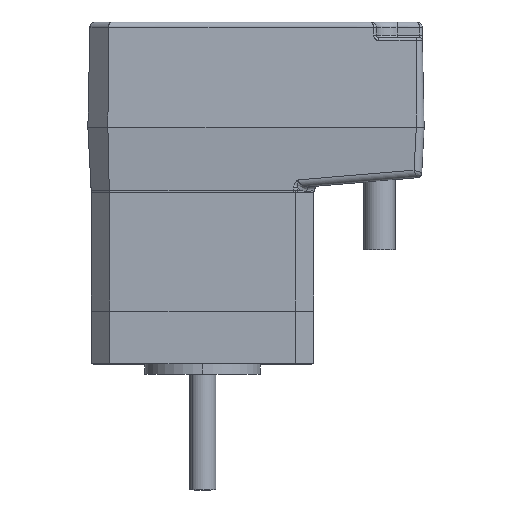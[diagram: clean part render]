
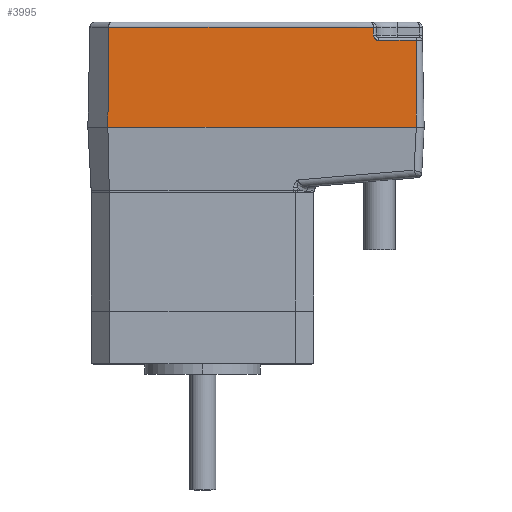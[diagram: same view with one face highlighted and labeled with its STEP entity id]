
A CAD part, top view. The second image highlights one B-rep face of the part: STEP entity #3995.
In plain terms, the highlighted planar face has unit normal (0, 0.021, 1).
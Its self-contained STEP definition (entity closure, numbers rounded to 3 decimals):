
#3991 = VERTEX_POINT ( 'NONE', #13783 ) ;
#3992 = ORIENTED_EDGE ( 'NONE', *, *, #3999, .T. ) ;
#3994 = ORIENTED_EDGE ( 'NONE', *, *, #4043, .F. ) ;
#3995 = ADVANCED_FACE ( 'NONE', ( #13788 ), #13765, .T. ) ;
#3996 = ORIENTED_EDGE ( 'NONE', *, *, #4050, .T. ) ;
#3998 = EDGE_CURVE ( 'NONE', #3991, #4008, #13800, .T. ) ;
#3999 = EDGE_CURVE ( 'NONE', #4004, #3991, #13801, .T. ) ;
#4000 = ORIENTED_EDGE ( 'NONE', *, *, #4057, .F. ) ;
#4004 = VERTEX_POINT ( 'NONE', #13807 ) ;
#4008 = VERTEX_POINT ( 'NONE', #13794 ) ;
#4017 = VERTEX_POINT ( 'NONE', #13813 ) ;
#4023 = VERTEX_POINT ( 'NONE', #13822 ) ;
#4024 = EDGE_LOOP ( 'NONE', ( #3992, #4063, #3996, #4049, #4053, #4000, #4056, #3994 ) ) ;
#4043 = EDGE_CURVE ( 'NONE', #4004, #4060, #13906, .T. ) ;
#4049 = ORIENTED_EDGE ( 'NONE', *, *, #4062, .T. ) ;
#4050 = EDGE_CURVE ( 'NONE', #4008, #4017, #13911, .T. ) ;
#4051 = EDGE_CURVE ( 'NONE', #4023, #4055, #13916, .T. ) ;
#4052 = VERTEX_POINT ( 'NONE', #13917 ) ;
#4053 = ORIENTED_EDGE ( 'NONE', *, *, #4051, .T. ) ;
#4055 = VERTEX_POINT ( 'NONE', #13915 ) ;
#4056 = ORIENTED_EDGE ( 'NONE', *, *, #4058, .T. ) ;
#4057 = EDGE_CURVE ( 'NONE', #4052, #4055, #13958, .T. ) ;
#4058 = EDGE_CURVE ( 'NONE', #4052, #4060, #13955, .T. ) ;
#4060 = VERTEX_POINT ( 'NONE', #13913 ) ;
#4062 = EDGE_CURVE ( 'NONE', #4017, #4023, #13944, .T. ) ;
#4063 = ORIENTED_EDGE ( 'NONE', *, *, #3998, .T. ) ;
#13743 = AXIS2_PLACEMENT_3D ( 'NONE', #13781, #13803, #13802 ) ;
#13765 = PLANE ( 'NONE',  #13743 ) ;
#13781 = CARTESIAN_POINT ( 'NONE',  ( -18.021, 0., 21.83 ) ) ;
#13783 = CARTESIAN_POINT ( 'NONE',  ( 32.5, 19.01, 21.432 ) ) ;
#13788 = FACE_OUTER_BOUND ( 'NONE', #4024, .T. ) ;
#13794 = CARTESIAN_POINT ( 'NONE',  ( 32.5, 19.021, 21.432 ) ) ;
#13796 = CARTESIAN_POINT ( 'NONE',  ( 32.5, 19.021, 21.432 ) ) ;
#13797 = CARTESIAN_POINT ( 'NONE',  ( 32.5, 19.017, 21.432 ) ) ;
#13798 = CARTESIAN_POINT ( 'NONE',  ( 32.5, 19.014, 21.432 ) ) ;
#13799 = CARTESIAN_POINT ( 'NONE',  ( 32.5, 19.01, 21.432 ) ) ;
#13800 =( BOUNDED_CURVE ( )  B_SPLINE_CURVE ( 3, ( #13799, #13798, #13797, #13796 ),
 .UNSPECIFIED., .F., .F. ) 
 B_SPLINE_CURVE_WITH_KNOTS ( ( 4, 4 ),
 ( 4.712, 4.733 ),
 .UNSPECIFIED. ) 
 CURVE ( )  GEOMETRIC_REPRESENTATION_ITEM ( )  RATIONAL_B_SPLINE_CURVE ( ( 1., 1., 1., 1. ) ) 
 REPRESENTATION_ITEM ( '' )  );
#13801 = LINE ( 'NONE', #13804, #13806 ) ;
#13802 = DIRECTION ( 'NONE',  ( 0., -1., 0.021 ) ) ;
#13803 = DIRECTION ( 'NONE',  ( 0., 0.021, 1. ) ) ;
#13804 = CARTESIAN_POINT ( 'NONE',  ( 32.5, 0., 21.83 ) ) ;
#13805 = DIRECTION ( 'NONE',  ( 0., 1., -0.021 ) ) ;
#13806 = VECTOR ( 'NONE', #13805, 1000. ) ;
#13807 = CARTESIAN_POINT ( 'NONE',  ( 32.5, 17.51, 21.463 ) ) ;
#13813 = CARTESIAN_POINT ( 'NONE',  ( -17.856, 19.021, 21.432 ) ) ;
#13822 = CARTESIAN_POINT ( 'NONE',  ( -18.021, 0., 21.83 ) ) ;
#13901 = CARTESIAN_POINT ( 'NONE',  ( 33.5, 16.51, 21.484 ) ) ;
#13902 = CARTESIAN_POINT ( 'NONE',  ( 32.914, 16.51, 21.484 ) ) ;
#13903 = CARTESIAN_POINT ( 'NONE',  ( 32.5, 16.925, 21.476 ) ) ;
#13904 = CARTESIAN_POINT ( 'NONE',  ( 32.5, 17.51, 21.463 ) ) ;
#13906 =( BOUNDED_CURVE ( )  B_SPLINE_CURVE ( 3, ( #13904, #13903, #13902, #13901 ),
 .UNSPECIFIED., .F., .F. ) 
 B_SPLINE_CURVE_WITH_KNOTS ( ( 4, 4 ),
 ( 1.571, 3.142 ),
 .UNSPECIFIED. ) 
 CURVE ( )  GEOMETRIC_REPRESENTATION_ITEM ( )  RATIONAL_B_SPLINE_CURVE ( ( 1., 0.805, 0.805, 1. ) ) 
 REPRESENTATION_ITEM ( '' )  );
#13909 = VECTOR ( 'NONE', #13962, 1000. ) ;
#13910 = CARTESIAN_POINT ( 'NONE',  ( -17.848, 19.021, 21.432 ) ) ;
#13911 = LINE ( 'NONE', #13910, #13909 ) ;
#13912 = CARTESIAN_POINT ( 'NONE',  ( -18.021, 0., 21.83 ) ) ;
#13913 = CARTESIAN_POINT ( 'NONE',  ( 33.5, 16.51, 21.484 ) ) ;
#13915 = CARTESIAN_POINT ( 'NONE',  ( 40.652, 0., 21.83 ) ) ;
#13916 = LINE ( 'NONE', #13912, #13961 ) ;
#13917 = CARTESIAN_POINT ( 'NONE',  ( 40.652, 16.51, 21.484 ) ) ;
#13940 = DIRECTION ( 'NONE',  ( -0.009, -1., 0.021 ) ) ;
#13941 = VECTOR ( 'NONE', #13940, 1000. ) ;
#13942 = CARTESIAN_POINT ( 'NONE',  ( -18.021, 0., 21.83 ) ) ;
#13944 = LINE ( 'NONE', #13942, #13941 ) ;
#13952 = DIRECTION ( 'NONE',  ( -1., 0., 0. ) ) ;
#13953 = VECTOR ( 'NONE', #13952, 1000. ) ;
#13954 = CARTESIAN_POINT ( 'NONE',  ( -18.021, 16.51, 21.484 ) ) ;
#13955 = LINE ( 'NONE', #13954, #13953 ) ;
#13956 = DIRECTION ( 'NONE',  ( 0., -1., 0.021 ) ) ;
#13957 = VECTOR ( 'NONE', #13956, 1000. ) ;
#13958 = LINE ( 'NONE', #13959, #13957 ) ;
#13959 = CARTESIAN_POINT ( 'NONE',  ( 40.652, 0., 21.83 ) ) ;
#13960 = DIRECTION ( 'NONE',  ( 1., 0., 0. ) ) ;
#13961 = VECTOR ( 'NONE', #13960, 1000. ) ;
#13962 = DIRECTION ( 'NONE',  ( -1., 0., 0. ) ) ;
